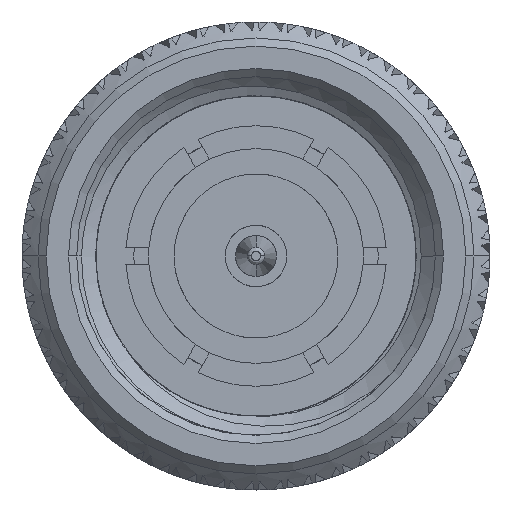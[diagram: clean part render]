
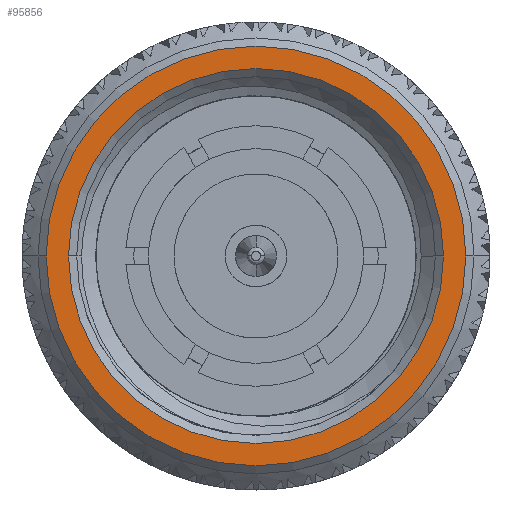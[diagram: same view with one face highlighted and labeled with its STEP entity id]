
A CAD part, left-side view. The second image highlights one B-rep face of the part: STEP entity #95856.
In plain terms, the highlighted planar face has unit normal (-1, 0, 0).
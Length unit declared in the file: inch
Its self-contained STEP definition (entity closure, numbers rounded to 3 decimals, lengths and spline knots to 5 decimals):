
#2381 = VERTEX_POINT ( 'NONE', #25355 ) ;
#8684 = CARTESIAN_POINT ( 'NONE',  ( 0., -0.22875, 0. ) ) ;
#11037 = EDGE_LOOP ( 'NONE', ( #52911, #32781 ) ) ;
#11553 = DIRECTION ( 'NONE',  ( 1., 0., 0. ) ) ;
#12381 = CIRCLE ( 'NONE', #104824, 0.22875 ) ;
#13987 = EDGE_CURVE ( 'NONE', #27967, #77821, #41552, .T. ) ;
#14502 = CIRCLE ( 'NONE', #22864, 0.256 ) ;
#19619 = DIRECTION ( 'NONE',  ( -1., 0., 0. ) ) ;
#20346 = DIRECTION ( 'NONE',  ( -1., 0., 0. ) ) ;
#22864 = AXIS2_PLACEMENT_3D ( 'NONE', #85208, #20346, #44008 ) ;
#25355 = CARTESIAN_POINT ( 'NONE',  ( 0., 0.256, 0. ) ) ;
#27967 = VERTEX_POINT ( 'NONE', #92430 ) ;
#32781 = ORIENTED_EDGE ( 'NONE', *, *, #34454, .T. ) ;
#33770 = DIRECTION ( 'NONE',  ( 1., 0., 0. ) ) ;
#34454 = EDGE_CURVE ( 'NONE', #74328, #2381, #14502, .T. ) ;
#34931 = AXIS2_PLACEMENT_3D ( 'NONE', #60369, #19619, #58781 ) ;
#37746 = EDGE_LOOP ( 'NONE', ( #79562, #105316 ) ) ;
#39800 = CARTESIAN_POINT ( 'NONE',  ( 0., 0.27, 0. ) ) ;
#40251 = CARTESIAN_POINT ( 'NONE',  ( 0., 0., 0. ) ) ;
#41552 = CIRCLE ( 'NONE', #74030, 0.22875 ) ;
#44008 = DIRECTION ( 'NONE',  ( 0., 1., 0. ) ) ;
#49416 = DIRECTION ( 'NONE',  ( 1., 0., 0. ) ) ;
#50231 = CARTESIAN_POINT ( 'NONE',  ( 0., 0., 0. ) ) ;
#51826 = DIRECTION ( 'NONE',  ( 0., 1., 0. ) ) ;
#52911 = ORIENTED_EDGE ( 'NONE', *, *, #55565, .T. ) ;
#55457 = CIRCLE ( 'NONE', #34931, 0.256 ) ;
#55565 = EDGE_CURVE ( 'NONE', #2381, #74328, #55457, .T. ) ;
#58781 = DIRECTION ( 'NONE',  ( 0., 1., 0. ) ) ;
#60369 = CARTESIAN_POINT ( 'NONE',  ( 0., 0., 0. ) ) ;
#72456 = DIRECTION ( 'NONE',  ( 0., 1., 0. ) ) ;
#73497 = FACE_BOUND ( 'NONE', #37746, .T. ) ;
#74024 = FACE_OUTER_BOUND ( 'NONE', #11037, .T. ) ;
#74030 = AXIS2_PLACEMENT_3D ( 'NONE', #40251, #33770, #98588 ) ;
#74328 = VERTEX_POINT ( 'NONE', #78379 ) ;
#77821 = VERTEX_POINT ( 'NONE', #8684 ) ;
#78379 = CARTESIAN_POINT ( 'NONE',  ( 0., -0.256, 0. ) ) ;
#79562 = ORIENTED_EDGE ( 'NONE', *, *, #90380, .T. ) ;
#85208 = CARTESIAN_POINT ( 'NONE',  ( 0., 0., 0. ) ) ;
#90380 = EDGE_CURVE ( 'NONE', #77821, #27967, #12381, .T. ) ;
#90806 = AXIS2_PLACEMENT_3D ( 'NONE', #39800, #49416, #72456 ) ;
#92430 = CARTESIAN_POINT ( 'NONE',  ( 0., 0.22875, 0. ) ) ;
#95856 = ADVANCED_FACE ( 'NONE', ( #73497, #74024 ), #105656, .F. ) ;
#98588 = DIRECTION ( 'NONE',  ( 0., 1., 0. ) ) ;
#104824 = AXIS2_PLACEMENT_3D ( 'NONE', #50231, #11553, #51826 ) ;
#105316 = ORIENTED_EDGE ( 'NONE', *, *, #13987, .T. ) ;
#105656 = PLANE ( 'NONE',  #90806 ) ;
